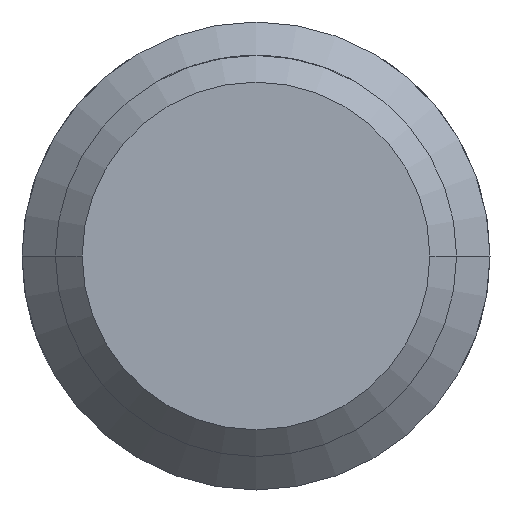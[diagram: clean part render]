
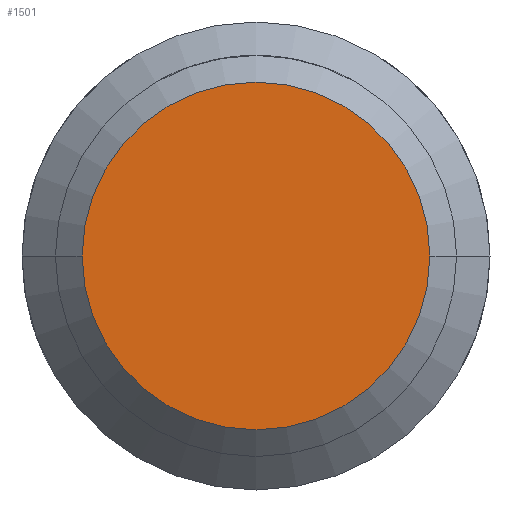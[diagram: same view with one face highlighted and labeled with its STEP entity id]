
A CAD part, front view. The second image highlights one B-rep face of the part: STEP entity #1501.
In plain terms, the highlighted planar face has unit normal (0, -1, 0).
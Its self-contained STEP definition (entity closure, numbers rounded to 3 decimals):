
#4 = AXIS2_PLACEMENT_3D ( 'NONE', #2688, #1481, #485 ) ;
#155 = AXIS2_PLACEMENT_3D ( 'NONE', #1851, #2575, #312 ) ;
#312 = DIRECTION ( 'NONE',  ( 1., 0., 0. ) ) ;
#485 = DIRECTION ( 'NONE',  ( 1., 0., 0. ) ) ;
#511 = CIRCLE ( 'NONE', #910, 1.3 ) ;
#844 = CARTESIAN_POINT ( 'NONE',  ( 1.3, -40., 0. ) ) ;
#910 = AXIS2_PLACEMENT_3D ( 'NONE', #2661, #2403, #1909 ) ;
#1107 = EDGE_CURVE ( 'Defeature ausgef�hrt2_5+Defeature ausgef�hrt2_15+Defeature ausgef�hrt2_15+Defeature ausgef�hrt2_15', #2148, #2080, #1586, .T. ) ;
#1481 = DIRECTION ( 'NONE',  ( 0., -1., 0. ) ) ;
#1501 = ADVANCED_FACE ( 'Defeature ausgef�hrt2_5', ( #3139 ), #2545, .F. ) ;
#1586 = CIRCLE ( 'NONE', #4, 1.3 ) ;
#1851 = CARTESIAN_POINT ( 'NONE',  ( 0., -40., -1.5 ) ) ;
#1863 = EDGE_LOOP ( 'NONE', ( #2849, #1920 ) ) ;
#1909 = DIRECTION ( 'NONE',  ( 1., 0., 0. ) ) ;
#1920 = ORIENTED_EDGE ( 'NONE', *, *, #1107, .T. ) ;
#2080 = VERTEX_POINT ( 'NONE', #844 ) ;
#2148 = VERTEX_POINT ( 'NONE', #2656 ) ;
#2397 = EDGE_CURVE ( 'Defeature ausgef�hrt2_5+Defeature ausgef�hrt2_15+Defeature ausgef�hrt2_15+Defeature ausgef�hrt2_15', #2080, #2148, #511, .T. ) ;
#2403 = DIRECTION ( 'NONE',  ( 0., -1., 0. ) ) ;
#2545 = PLANE ( 'NONE',  #155 ) ;
#2575 = DIRECTION ( 'NONE',  ( 0., 1., 0. ) ) ;
#2656 = CARTESIAN_POINT ( 'NONE',  ( -1.3, -40., 0. ) ) ;
#2661 = CARTESIAN_POINT ( 'NONE',  ( 0., -40., 0. ) ) ;
#2688 = CARTESIAN_POINT ( 'NONE',  ( 0., -40., 0. ) ) ;
#2849 = ORIENTED_EDGE ( 'NONE', *, *, #2397, .T. ) ;
#3139 = FACE_OUTER_BOUND ( 'NONE', #1863, .T. ) ;
